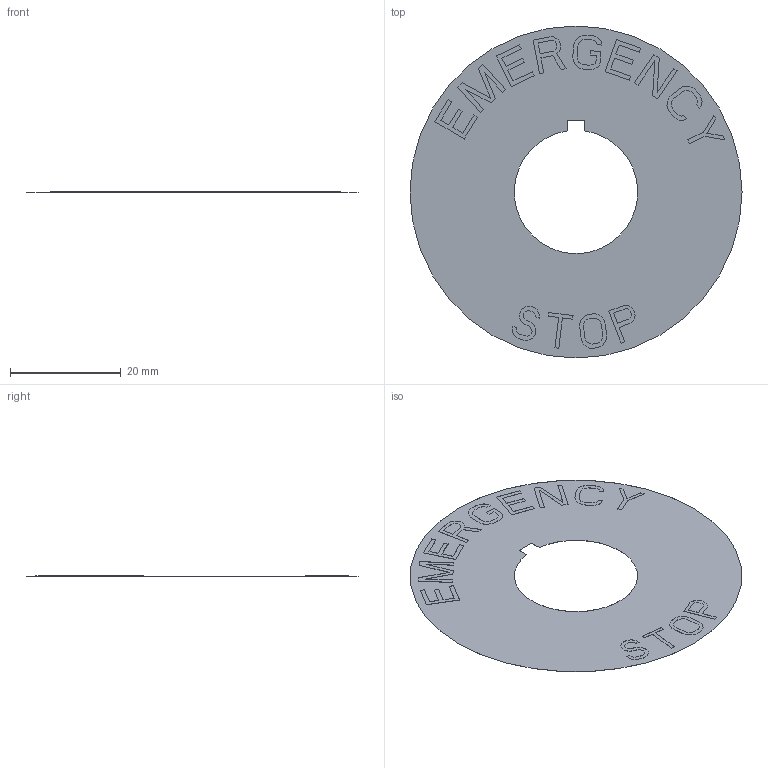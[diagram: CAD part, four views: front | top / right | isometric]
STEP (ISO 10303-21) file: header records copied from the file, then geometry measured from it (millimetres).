
FILE_DESCRIPTION((''),'2;1');
FILE_NAME('800F-15YE112','2009-03-25T',('abschul1'),('Rockwell Automation'),'PRO/ENGINEER BY PARAMETRIC TECHNOLOGY CORPORATION, 2004320','PRO/ENGINEER BY PARAMETRIC TECHNOLOGY CORPORATION, 2004320','');
FILE_SCHEMA(('CONFIG_CONTROL_DESIGN'));
Length unit declared in the file: millimetre
Products named in the file (1): 800F-15YE112
Bounding box: 60 x 60 x 0.04 mm (x, y, z)
Volume: 51.7 mm3; surface area: 4875.8 mm2
Topology: 1 solids, 1 shells, 332 faces, 942 edges, 628 vertices
Faces by surface type: plane 329, cylinder 3
Entity records: 10594 total; most frequent: CARTESIAN_POINT 1902, ORIENTED_EDGE 1884, DIRECTION 1612, EDGE_CURVE 942, VECTOR 936, LINE 936, VERTEX_POINT 628, EDGE_LOOP 350
